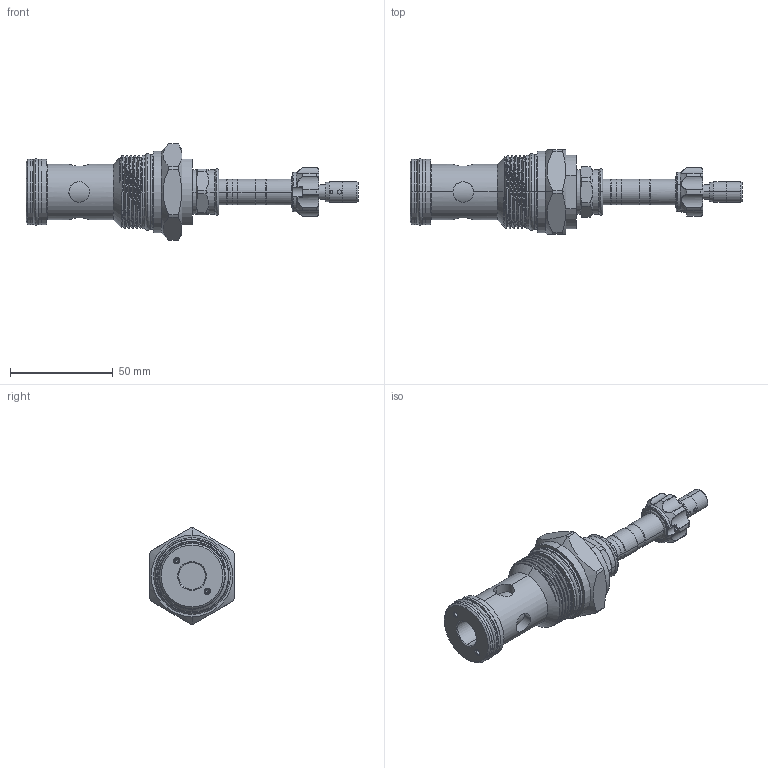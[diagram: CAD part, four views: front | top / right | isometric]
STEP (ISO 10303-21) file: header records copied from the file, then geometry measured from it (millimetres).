
FILE_DESCRIPTION (( 'STEP AP203' ), '1' );
FILE_NAME ('EP16A2A02T05.STEP', '2020-04-16T01:06:39', ( '' ), ( '' ), 'SwSTEP 2.0', 'SolidWorks 2018', '' );
FILE_SCHEMA (( 'CONFIG_CONTROL_DESIGN' ));
Length unit declared in the file: millimetre
Products named in the file (1): EP16A2A02T05
Bounding box: 161.65 x 41.2 x 46.8 mm (x, y, z)
Volume: 79930 mm3; surface area: 22605 mm2
Topology: 6 solids, 6 shells, 364 faces, 861 edges, 523 vertices
Faces by surface type: cylinder 170, cone 59, torus 51, plane 47, bspline 37
Entity records: 15071 total; most frequent: CARTESIAN_POINT 6942, ORIENTED_EDGE 1702, DIRECTION 1680, EDGE_CURVE 851, AXIS2_PLACEMENT_3D 718, VERTEX_POINT 523, EDGE_LOOP 400, CIRCLE 390
